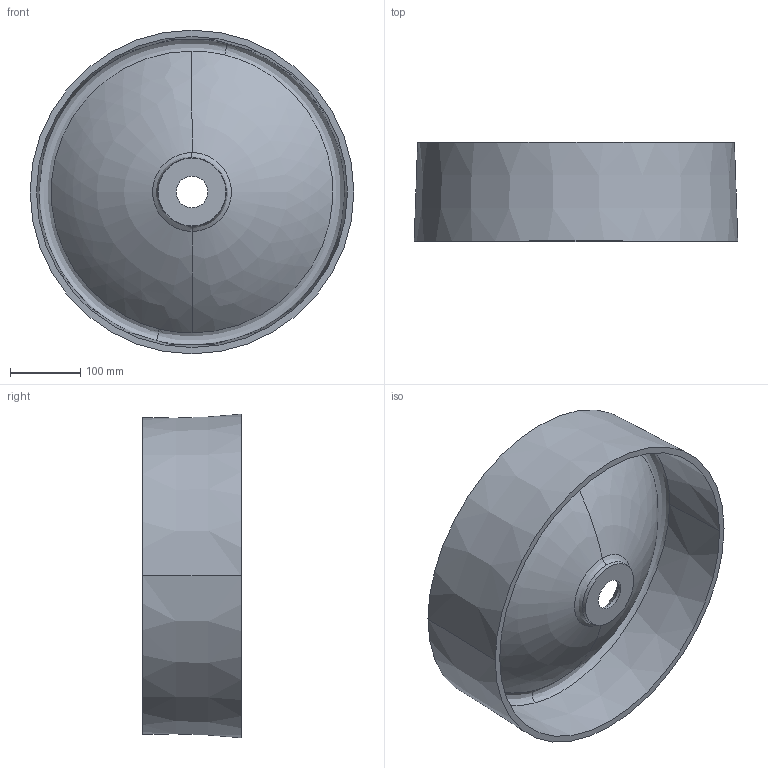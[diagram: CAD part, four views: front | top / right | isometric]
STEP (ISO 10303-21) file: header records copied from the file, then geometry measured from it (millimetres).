
FILE_DESCRIPTION (( 'STEP AP214' ), '1' );
FILE_NAME ('Ellel.STEP', '2020-01-14T12:04:50', ( '' ), ( '' ), 'SwSTEP 2.0', 'SolidWorks 2018', '' );
FILE_SCHEMA (( 'AUTOMOTIVE_DESIGN' ));
Length unit declared in the file: millimetre
Products named in the file (1): Ellel
Bounding box: 459.78 x 140 x 459.78 mm (x, y, z)
Volume: 3831303.9 mm3; surface area: 733744.4 mm2
Topology: 1 solids, 1 shells, 23 faces, 58 edges, 38 vertices
Faces by surface type: bspline 10, cone 8, plane 3, cylinder 2
Entity records: 4879 total; most frequent: CARTESIAN_POINT 4351, ORIENTED_EDGE 116, DIRECTION 82, EDGE_CURVE 58, VERTEX_POINT 38, AXIS2_PLACEMENT_3D 36, B_SPLINE_CURVE_WITH_KNOTS 26, EDGE_LOOP 26
